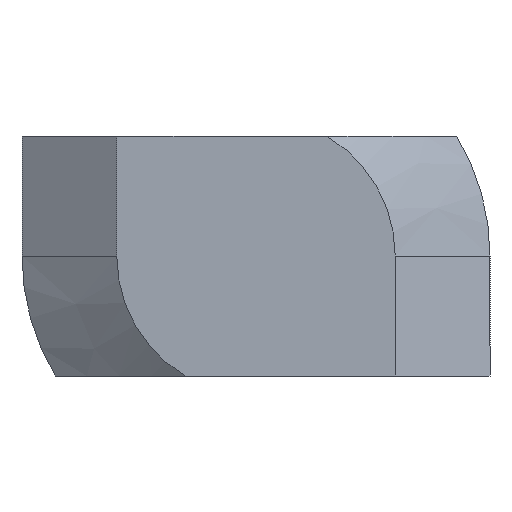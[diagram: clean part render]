
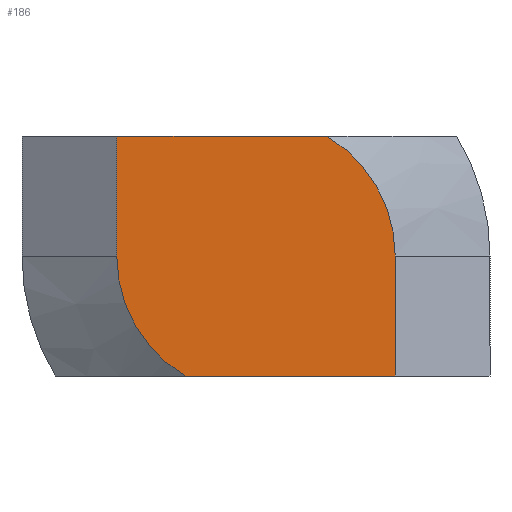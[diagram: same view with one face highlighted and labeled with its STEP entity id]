
A CAD part, front view. The second image highlights one B-rep face of the part: STEP entity #186.
In plain terms, the highlighted planar face has unit normal (0, -1, 0).
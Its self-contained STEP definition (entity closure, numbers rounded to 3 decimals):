
#20 = CARTESIAN_POINT ( 'NONE',  ( 9.75, 0., 5. ) ) ;
#33 = AXIS2_PLACEMENT_3D ( 'NONE', #514, #753, #227 ) ;
#58 = DIRECTION ( 'NONE',  ( 0., -1., 0. ) ) ;
#64 = AXIS2_PLACEMENT_3D ( 'NONE', #106, #58, #184 ) ;
#70 = CARTESIAN_POINT ( 'NONE',  ( 9.75, 0., 5. ) ) ;
#92 = VERTEX_POINT ( 'NONE', #164 ) ;
#106 = CARTESIAN_POINT ( 'NONE',  ( 0., 0., 0. ) ) ;
#113 = VECTOR ( 'NONE', #320, 1000. ) ;
#138 = DIRECTION ( 'NONE',  ( 0., 1., 0. ) ) ;
#164 = CARTESIAN_POINT ( 'NONE',  ( 5.8, 0., -5. ) ) ;
#170 = CARTESIAN_POINT ( 'NONE',  ( -5.8, 0., 0. ) ) ;
#184 = DIRECTION ( 'NONE',  ( -1., 0., 0. ) ) ;
#186 = ADVANCED_FACE ( 'NONE', ( #729 ), #197, .F. ) ;
#197 = PLANE ( 'NONE',  #663 ) ;
#213 = VECTOR ( 'NONE', #525, 1000. ) ;
#216 = LINE ( 'NONE', #329, #554 ) ;
#227 = DIRECTION ( 'NONE',  ( 1., 0., 0. ) ) ;
#266 = CARTESIAN_POINT ( 'NONE',  ( -2.939, 0., -5. ) ) ;
#268 = EDGE_CURVE ( 'NONE', #92, #342, #661, .T. ) ;
#280 = CARTESIAN_POINT ( 'NONE',  ( -5.8, 0., 5. ) ) ;
#297 = ORIENTED_EDGE ( 'NONE', *, *, #630, .F. ) ;
#314 = EDGE_LOOP ( 'NONE', ( #297, #388, #401, #571, #341, #582 ) ) ;
#320 = DIRECTION ( 'NONE',  ( 0., 0., 1. ) ) ;
#329 = CARTESIAN_POINT ( 'NONE',  ( 9.75, 0., -5. ) ) ;
#341 = ORIENTED_EDGE ( 'NONE', *, *, #268, .T. ) ;
#342 = VERTEX_POINT ( 'NONE', #616 ) ;
#353 = CARTESIAN_POINT ( 'NONE',  ( 2.939, 0., 5. ) ) ;
#388 = ORIENTED_EDGE ( 'NONE', *, *, #705, .T. ) ;
#401 = ORIENTED_EDGE ( 'NONE', *, *, #478, .T. ) ;
#404 = EDGE_CURVE ( 'NONE', #342, #465, #736, .T. ) ;
#420 = VERTEX_POINT ( 'NONE', #266 ) ;
#423 = VECTOR ( 'NONE', #711, 1000. ) ;
#452 = LINE ( 'NONE', #280, #213 ) ;
#465 = VERTEX_POINT ( 'NONE', #353 ) ;
#478 = EDGE_CURVE ( 'NONE', #754, #420, #503, .T. ) ;
#480 = VERTEX_POINT ( 'NONE', #574 ) ;
#503 = CIRCLE ( 'NONE', #64, 5.8 ) ;
#514 = CARTESIAN_POINT ( 'NONE',  ( 0., 0., 0. ) ) ;
#525 = DIRECTION ( 'NONE',  ( 0., 0., -1. ) ) ;
#540 = CARTESIAN_POINT ( 'NONE',  ( 5.8, 0., -9.75 ) ) ;
#543 = LINE ( 'NONE', #20, #423 ) ;
#554 = VECTOR ( 'NONE', #762, 1000. ) ;
#571 = ORIENTED_EDGE ( 'NONE', *, *, #669, .T. ) ;
#574 = CARTESIAN_POINT ( 'NONE',  ( -5.8, 0., 5. ) ) ;
#582 = ORIENTED_EDGE ( 'NONE', *, *, #404, .T. ) ;
#608 = DIRECTION ( 'NONE',  ( 0., 0., 1. ) ) ;
#616 = CARTESIAN_POINT ( 'NONE',  ( 5.8, 0., 0. ) ) ;
#630 = EDGE_CURVE ( 'NONE', #480, #465, #543, .T. ) ;
#661 = LINE ( 'NONE', #540, #113 ) ;
#663 = AXIS2_PLACEMENT_3D ( 'NONE', #70, #138, #608 ) ;
#669 = EDGE_CURVE ( 'NONE', #420, #92, #216, .T. ) ;
#705 = EDGE_CURVE ( 'NONE', #480, #754, #452, .T. ) ;
#711 = DIRECTION ( 'NONE',  ( 1., 0., 0. ) ) ;
#729 = FACE_OUTER_BOUND ( 'NONE', #314, .T. ) ;
#736 = CIRCLE ( 'NONE', #33, 5.8 ) ;
#753 = DIRECTION ( 'NONE',  ( 0., -1., 0. ) ) ;
#754 = VERTEX_POINT ( 'NONE', #170 ) ;
#762 = DIRECTION ( 'NONE',  ( 1., 0., 0. ) ) ;
